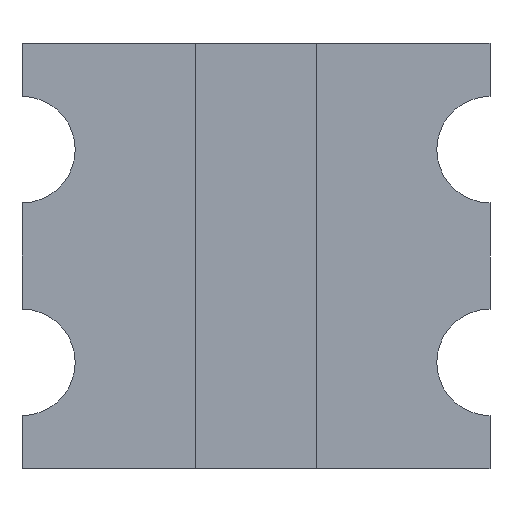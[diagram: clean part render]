
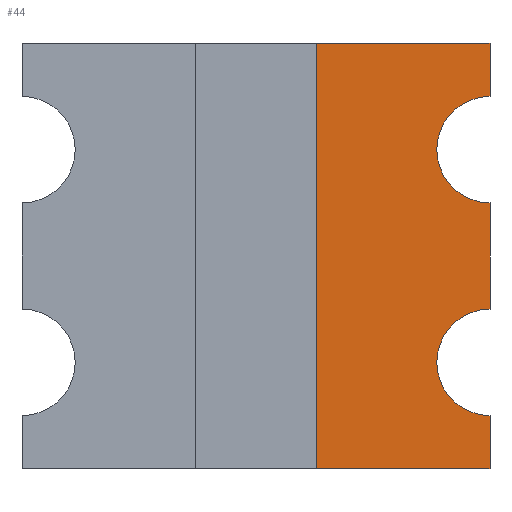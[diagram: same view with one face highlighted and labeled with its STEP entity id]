
A CAD part, front view. The second image highlights one B-rep face of the part: STEP entity #44.
In plain terms, the highlighted planar face has unit normal (0, -1, 0).
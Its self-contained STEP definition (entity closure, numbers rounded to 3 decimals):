
#44 = ADVANCED_FACE ( 'NONE', ( #1575 ), #2287, .F. ) ;
#103 = DIRECTION ( 'NONE',  ( 0., 0., -1. ) ) ;
#120 = ORIENTED_EDGE ( 'NONE', *, *, #518, .F. ) ;
#149 = DIRECTION ( 'NONE',  ( 1., 0., 0. ) ) ;
#165 = CIRCLE ( 'NONE', #602, 0.25 ) ;
#204 = LINE ( 'NONE', #468, #2066 ) ;
#263 = VERTEX_POINT ( 'NONE', #1791 ) ;
#290 = DIRECTION ( 'NONE',  ( 0., 0., 1. ) ) ;
#302 = DIRECTION ( 'NONE',  ( 0., 0., -1. ) ) ;
#332 = LINE ( 'NONE', #2095, #1872 ) ;
#397 = VERTEX_POINT ( 'NONE', #1377 ) ;
#403 = ORIENTED_EDGE ( 'NONE', *, *, #858, .F. ) ;
#415 = CARTESIAN_POINT ( 'NONE',  ( 1.1, -0.14, 1. ) ) ;
#418 = EDGE_LOOP ( 'NONE', ( #403, #1052, #2223, #1381, #1743, #897, #120, #2253 ) ) ;
#435 = DIRECTION ( 'NONE',  ( 0., 0., 1. ) ) ;
#468 = CARTESIAN_POINT ( 'NONE',  ( 1.1, -0.14, -1. ) ) ;
#518 = EDGE_CURVE ( 'NONE', #397, #263, #165, .T. ) ;
#526 = DIRECTION ( 'NONE',  ( 0., 0., 1. ) ) ;
#602 = AXIS2_PLACEMENT_3D ( 'NONE', #952, #2503, #435 ) ;
#703 = EDGE_CURVE ( 'NONE', #751, #1015, #1353, .T. ) ;
#721 = VERTEX_POINT ( 'NONE', #1493 ) ;
#751 = VERTEX_POINT ( 'NONE', #1239 ) ;
#776 = CARTESIAN_POINT ( 'NONE',  ( 1.1, -0.14, -0.5 ) ) ;
#858 = EDGE_CURVE ( 'NONE', #1657, #721, #1829, .T. ) ;
#897 = ORIENTED_EDGE ( 'NONE', *, *, #1792, .F. ) ;
#952 = CARTESIAN_POINT ( 'NONE',  ( 1.1, -0.14, 0.5 ) ) ;
#961 = CARTESIAN_POINT ( 'NONE',  ( 1.1, -0.14, -0.5 ) ) ;
#1015 = VERTEX_POINT ( 'NONE', #1827 ) ;
#1052 = ORIENTED_EDGE ( 'NONE', *, *, #2463, .F. ) ;
#1122 = VERTEX_POINT ( 'NONE', #2775 ) ;
#1137 = EDGE_CURVE ( 'NONE', #1800, #751, #1617, .T. ) ;
#1201 = CARTESIAN_POINT ( 'NONE',  ( 1.1, -0.14, -0.25 ) ) ;
#1239 = CARTESIAN_POINT ( 'NONE',  ( 1.1, -0.14, -0.75 ) ) ;
#1353 = LINE ( 'NONE', #1697, #1623 ) ;
#1377 = CARTESIAN_POINT ( 'NONE',  ( 1.1, -0.14, 0.75 ) ) ;
#1381 = ORIENTED_EDGE ( 'NONE', *, *, #703, .F. ) ;
#1422 = DIRECTION ( 'NONE',  ( 0., 1., 0. ) ) ;
#1493 = CARTESIAN_POINT ( 'NONE',  ( 1.1, -0.14, 1. ) ) ;
#1575 = FACE_OUTER_BOUND ( 'NONE', #418, .T. ) ;
#1617 = CIRCLE ( 'NONE', #1700, 0.25 ) ;
#1623 = VECTOR ( 'NONE', #103, 1000. ) ;
#1657 = VERTEX_POINT ( 'NONE', #1776 ) ;
#1697 = CARTESIAN_POINT ( 'NONE',  ( 1.1, -0.14, -0.75 ) ) ;
#1700 = AXIS2_PLACEMENT_3D ( 'NONE', #776, #2541, #526 ) ;
#1743 = ORIENTED_EDGE ( 'NONE', *, *, #1137, .F. ) ;
#1776 = CARTESIAN_POINT ( 'NONE',  ( 0.285, -0.14, 1. ) ) ;
#1791 = CARTESIAN_POINT ( 'NONE',  ( 1.1, -0.14, 0.25 ) ) ;
#1792 = EDGE_CURVE ( 'NONE', #263, #1800, #2903, .T. ) ;
#1800 = VERTEX_POINT ( 'NONE', #1201 ) ;
#1808 = VECTOR ( 'NONE', #2894, 1000. ) ;
#1827 = CARTESIAN_POINT ( 'NONE',  ( 1.1, -0.14, -1. ) ) ;
#1829 = LINE ( 'NONE', #1953, #2784 ) ;
#1856 = DIRECTION ( 'NONE',  ( 0., 0., 1. ) ) ;
#1872 = VECTOR ( 'NONE', #1856, 1000. ) ;
#1953 = CARTESIAN_POINT ( 'NONE',  ( -1.1, -0.14, 1. ) ) ;
#1993 = EDGE_CURVE ( 'NONE', #1015, #1122, #204, .T. ) ;
#2034 = DIRECTION ( 'NONE',  ( -1., 0., 0. ) ) ;
#2051 = LINE ( 'NONE', #415, #1808 ) ;
#2066 = VECTOR ( 'NONE', #2034, 1000. ) ;
#2095 = CARTESIAN_POINT ( 'NONE',  ( 0.285, -0.14, 1. ) ) ;
#2102 = AXIS2_PLACEMENT_3D ( 'NONE', #961, #1422, #290 ) ;
#2223 = ORIENTED_EDGE ( 'NONE', *, *, #1993, .F. ) ;
#2253 = ORIENTED_EDGE ( 'NONE', *, *, #2874, .F. ) ;
#2287 = PLANE ( 'NONE',  #2102 ) ;
#2463 = EDGE_CURVE ( 'NONE', #1122, #1657, #332, .T. ) ;
#2503 = DIRECTION ( 'NONE',  ( 0., -1., 0. ) ) ;
#2538 = CARTESIAN_POINT ( 'NONE',  ( 1.1, -0.14, 0.25 ) ) ;
#2541 = DIRECTION ( 'NONE',  ( 0., -1., 0. ) ) ;
#2552 = VECTOR ( 'NONE', #302, 1000. ) ;
#2775 = CARTESIAN_POINT ( 'NONE',  ( 0.285, -0.14, -1. ) ) ;
#2784 = VECTOR ( 'NONE', #149, 1000. ) ;
#2874 = EDGE_CURVE ( 'NONE', #721, #397, #2051, .T. ) ;
#2894 = DIRECTION ( 'NONE',  ( 0., 0., -1. ) ) ;
#2903 = LINE ( 'NONE', #2538, #2552 ) ;
